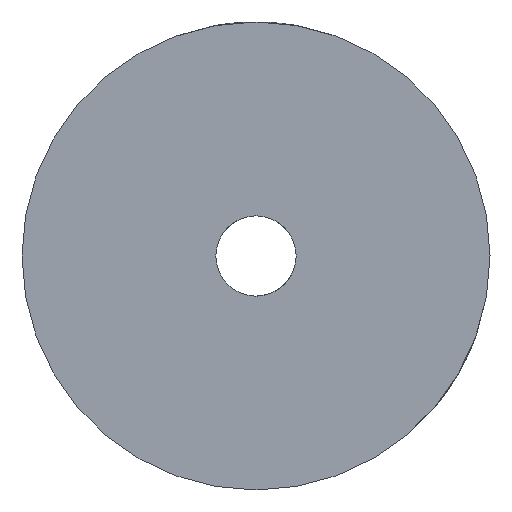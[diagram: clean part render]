
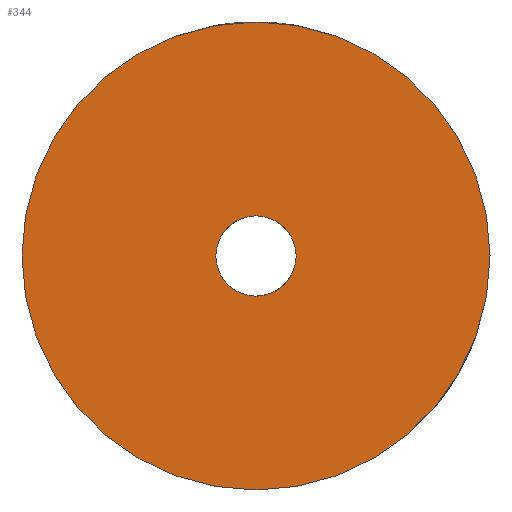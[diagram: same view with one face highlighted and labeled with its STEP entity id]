
A CAD part, left-side view. The second image highlights one B-rep face of the part: STEP entity #344.
In plain terms, the highlighted planar face has unit normal (-1, 0, 0).
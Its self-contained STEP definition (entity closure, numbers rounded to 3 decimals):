
#344 = ADVANCED_FACE( '', ( #819, #820 ), #821, .T. );
#819 = FACE_OUTER_BOUND( '', #1457, .T. );
#820 = FACE_BOUND( '', #1458, .T. );
#821 = PLANE( '', #1459 );
#1457 = EDGE_LOOP( '', ( #2403 ) );
#1458 = EDGE_LOOP( '', ( #2404 ) );
#1459 = AXIS2_PLACEMENT_3D( '', #2405, #2406, #2407 );
#2403 = ORIENTED_EDGE( '', *, *, #3214, .T. );
#2404 = ORIENTED_EDGE( '', *, *, #3070, .F. );
#2405 = CARTESIAN_POINT( '', ( -8.5, 0., 3. ) );
#2406 = DIRECTION( '', ( -1., 0., 0. ) );
#2407 = DIRECTION( '', ( 0., 0., 1. ) );
#3070 = EDGE_CURVE( '', #3540, #3540, #3541, .T. );
#3214 = EDGE_CURVE( '', #3756, #3756, #3757, .T. );
#3540 = VERTEX_POINT( '', #4344 );
#3541 = CIRCLE( '', #4345, 3. );
#3756 = VERTEX_POINT( '', #4720 );
#3757 = CIRCLE( '', #4721, 17.5 );
#4344 = CARTESIAN_POINT( '', ( -8.5, 0., 3. ) );
#4345 = AXIS2_PLACEMENT_3D( '', #5328, #5329, #5330 );
#4720 = CARTESIAN_POINT( '', ( -8.5, 0., 17.5 ) );
#4721 = AXIS2_PLACEMENT_3D( '', #5511, #5512, #5513 );
#5328 = CARTESIAN_POINT( '', ( -8.5, 0., 0. ) );
#5329 = DIRECTION( '', ( -1., 0., 0. ) );
#5330 = DIRECTION( '', ( 0., 0., 1. ) );
#5511 = CARTESIAN_POINT( '', ( -8.5, 0., 0. ) );
#5512 = DIRECTION( '', ( -1., 0., 0. ) );
#5513 = DIRECTION( '', ( 0., 0., 1. ) );
